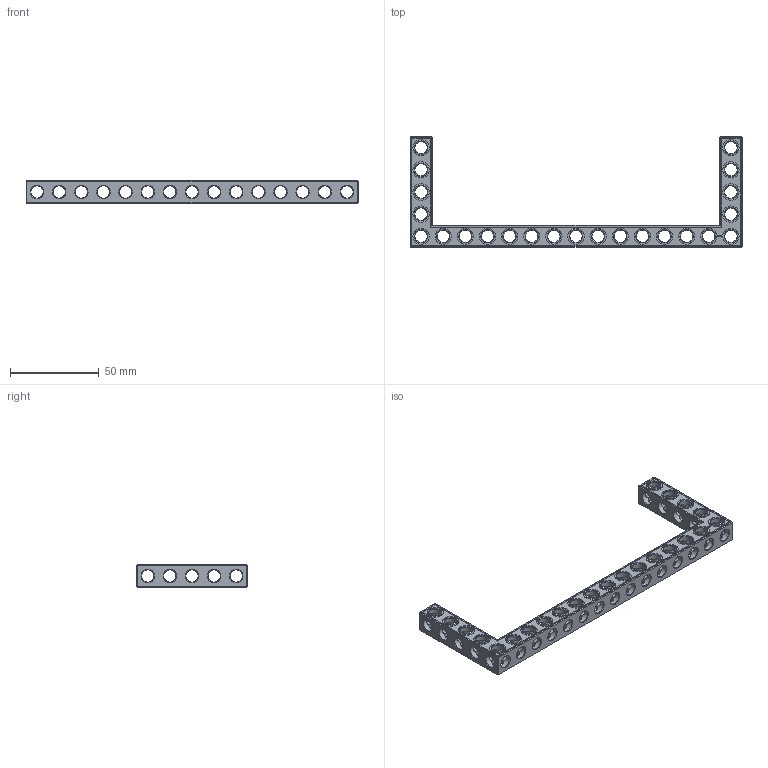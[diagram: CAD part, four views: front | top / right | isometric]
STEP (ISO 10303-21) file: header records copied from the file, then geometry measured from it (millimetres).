
FILE_DESCRIPTION(('FreeCAD Model'),'2;1');
FILE_NAME('Open CASCADE Shape Model','2022-03-06T13:31:57',('Author'),( ''),'Open CASCADE STEP processor 7.5','FreeCAD','Unknown');
FILE_SCHEMA(('AUTOMOTIVE_DESIGN { 1 0 10303 214 1 1 1 1 }'));
Products named in the file (1): Beam AGD ESS USH SYM BU15x05x01 - SPN-BEM-0540 (stemfie.org)
Bounding box: 187.5 x 62.5 x 12.5 mm (x, y, z)
Volume: 22464.4 mm3; surface area: 20151 mm2
Topology: 1 solids, 1 shells, 780 faces, 2326 edges, 1513 vertices
Faces by surface type: plane 401, extrusion 146, cylinder 139, cone 94
Full cylindrical faces by diameter (mm): 6.98 x12, 7 x104, 9.2 x23
Entity records: 102452 total; most frequent: CARTESIAN_POINT 58533, DIRECTION 7238, VECTOR 4733, ORIENTED_EDGE 4652, PCURVE 4652, DEFINITIONAL_REPRESENTATION 4652, LINE 4587, EDGE_CURVE 2326
